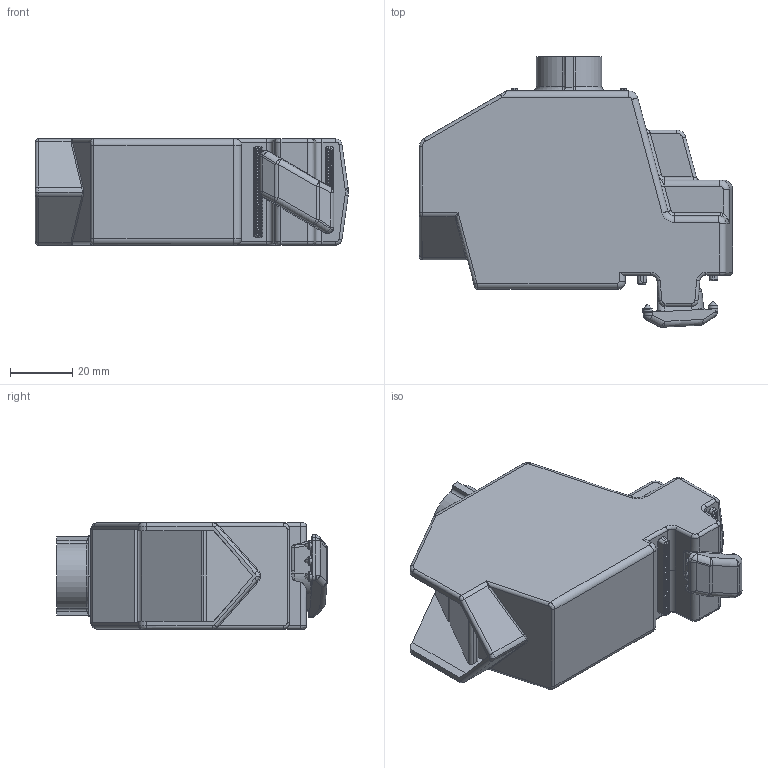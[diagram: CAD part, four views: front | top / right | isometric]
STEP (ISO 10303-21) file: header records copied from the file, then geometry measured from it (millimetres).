
FILE_DESCRIPTION(/* description */ (''),/* implementation_level */ '2;1');
FILE_NAME(/* name */ 'ad300_Dummy.stp',/* time_stamp */ '2017-02-15T10:43:32+01:00',/* author */ (''),/* organization */ (''),/* preprocessor_version */ 'ST-DEVELOPER v16',/* originating_system */ 'SIEMENS PLM Software NX 11.0',/* authorisation */ '');
FILE_SCHEMA (('AP203_CONFIGURATION_CONTROLLED_3D_DESIGN_OF_MECHANICAL_PARTS_AND_ASSEMBLIES_MIM_LF { 1 0 10303 403 2 1 2}'));
Length unit declared in the file: millimetre
Products named in the file (1): admi1BECD344eskd
Bounding box: 100.41 x 86.61 x 34 mm (x, y, z)
Volume: 155777.2 mm3; surface area: 26378.1 mm2
Topology: 1 solids, 1 shells, 942 faces, 2576 edges, 1630 vertices
Faces by surface type: cylinder 524, plane 253, bspline 79, torus 50, cone 20, sphere 12, revolution 4
Entity records: 38272 total; most frequent: CARTESIAN_POINT 11460, ORIENTED_EDGE 5108, DIRECTION 4062, EDGE_CURVE 2554, VERTEX_POINT 1626, AXIS2_PLACEMENT_3D 1516, LINE 1026, VECTOR 1026
